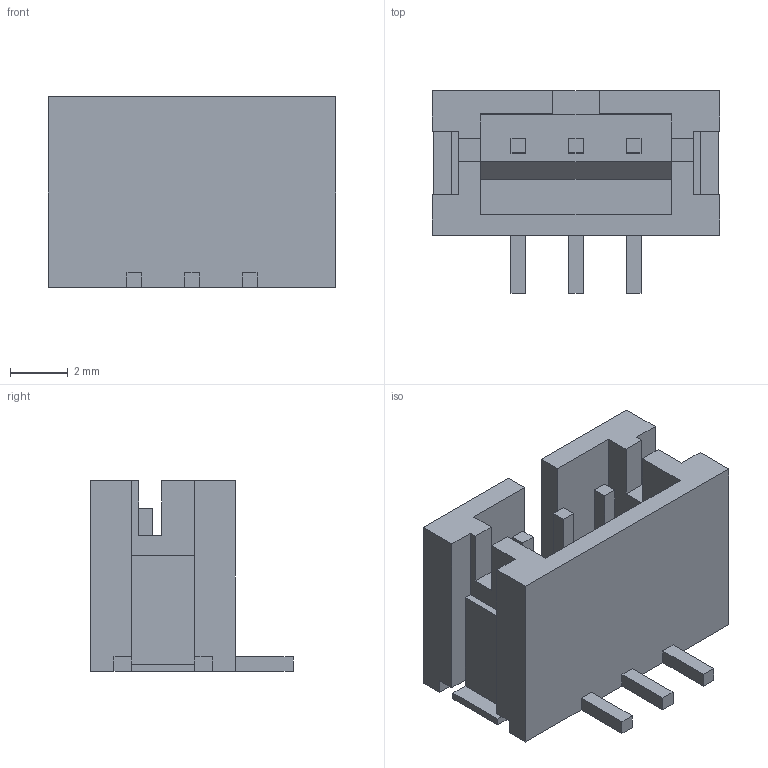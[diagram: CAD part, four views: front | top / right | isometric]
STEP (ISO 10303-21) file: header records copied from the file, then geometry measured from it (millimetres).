
FILE_DESCRIPTION( ( '' ), ' ' );
FILE_NAME( '5b98783412cbf8103d7c3b39.step', '2018-09-12T02:21:41', ( '' ), ( '' ), ' ', ' ', ' ' );
FILE_SCHEMA( ( 'AUTOMOTIVE_DESIGN { 1 0 10303 214 1 1 1 1 }' ) );
Length unit declared in the file: metre
Products named in the file (1): Open CASCADE STEP translator 6.8 1
Bounding box: 9.95 x 7 x 6.6 mm (x, y, z)
Volume: 195.6 mm3; surface area: 442.2 mm2
Topology: 1 solids, 1 shells, 85 faces, 234 edges, 154 vertices
Faces by surface type: plane 85
Entity records: 4506 total; most frequent: CARTESIAN_POINT 474, ORIENTED_EDGE 468, DIRECTION 406, STYLED_ITEM 319, PRESENTATION_STYLE_ASSIGNMENT 319, COLOUR_RGB 319, EDGE_CURVE 234, CURVE_STYLE 234
